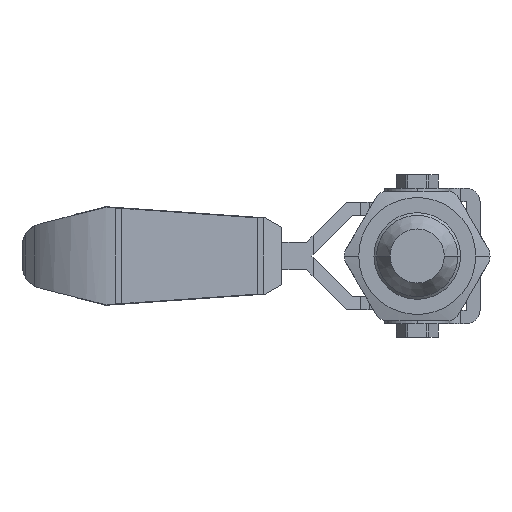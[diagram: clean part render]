
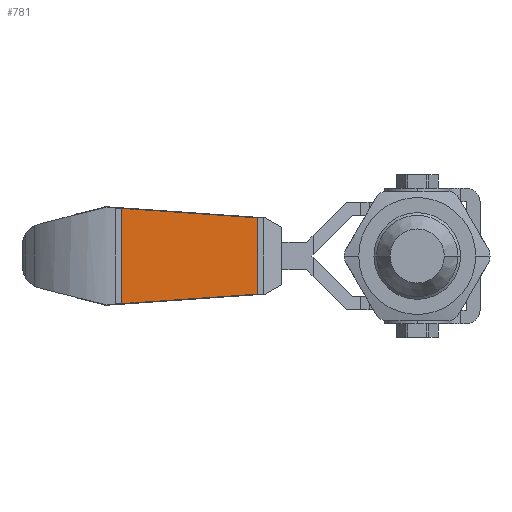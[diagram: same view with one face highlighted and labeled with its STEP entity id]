
A CAD part, left-side view. The second image highlights one B-rep face of the part: STEP entity #781.
In plain terms, the highlighted planar face has unit normal (-0.998, -0.058, 0).
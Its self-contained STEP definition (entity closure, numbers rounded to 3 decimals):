
#781=ADVANCED_FACE('NONE',(#1677),#1678,.F.);
#1677=FACE_OUTER_BOUND('',#2945,.T.);
#1678=PLANE('',#2946);
#2945=EDGE_LOOP('',(#5125,#5126,#5127,#5128));
#2946=AXIS2_PLACEMENT_3D('',#5129,#5130,#5131);
#5125=ORIENTED_EDGE('',*,*,#6847,.F.);
#5126=ORIENTED_EDGE('',*,*,#6848,.F.);
#5127=ORIENTED_EDGE('',*,*,#6849,.F.);
#5128=ORIENTED_EDGE('',*,*,#6835,.F.);
#5129=CARTESIAN_POINT('',(14.584,54.54,9.0));
#5130=DIRECTION('',(0.998,0.058,0.0));
#5131=DIRECTION('',(0.0,0.0,-1.0));
#6835=EDGE_CURVE('NONE',#8307,#8302,#8309,.T.);
#6847=EDGE_CURVE('NONE',#8329,#8307,#8330,.T.);
#6848=EDGE_CURVE('NONE',#8331,#8329,#8332,.T.);
#6849=EDGE_CURVE('NONE',#8302,#8331,#8333,.T.);
#8302=VERTEX_POINT('NONE',#10610);
#8307=VERTEX_POINT('NONE',#10626);
#8309=LINE('',#10638,#10639);
#8329=VERTEX_POINT('NONE',#10703);
#8330=LINE('',#10704,#10705);
#8331=VERTEX_POINT('NONE',#10706);
#8332=LINE('',#10707,#10708);
#8333=LINE('',#10709,#10710);
#10610=CARTESIAN_POINT('',(14.584,54.54,8.793));
#10626=CARTESIAN_POINT('',(14.584,54.54,-8.793));
#10638=CARTESIAN_POINT('',(14.584,54.54,9.0));
#10639=VECTOR('',#12667,1000.0);
#10703=CARTESIAN_POINT('',(16.039,29.5,-7.042));
#10704=CARTESIAN_POINT('',(16.039,29.5,-7.042));
#10705=VECTOR('',#12672,1000.0);
#10706=CARTESIAN_POINT('',(16.039,29.5,7.042));
#10707=CARTESIAN_POINT('',(16.039,29.5,9.0));
#10708=VECTOR('',#12673,1000.0);
#10709=CARTESIAN_POINT('',(14.584,54.54,8.793));
#10710=VECTOR('',#12674,1000.0);
#12667=DIRECTION('',(0.0,-0.0,1.0));
#12672=DIRECTION('',(-0.058,0.996,-0.07));
#12673=DIRECTION('',(-0.0,0.0,-1.0));
#12674=DIRECTION('',(0.058,-0.996,-0.07));
